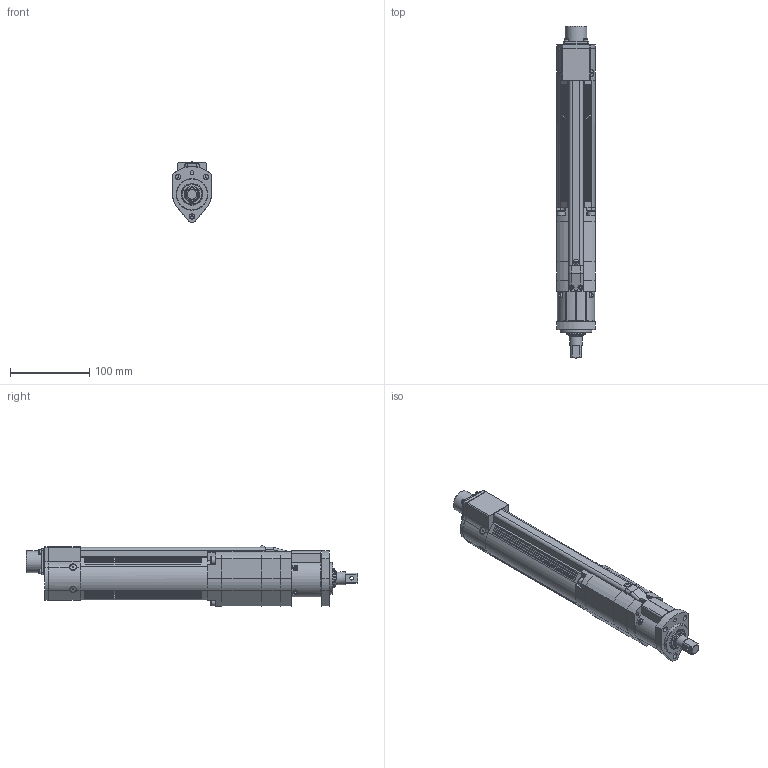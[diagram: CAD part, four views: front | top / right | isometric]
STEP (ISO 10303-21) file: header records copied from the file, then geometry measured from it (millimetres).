
FILE_DESCRIPTION(/* description */ (''),/* implementation_level */ '2;1');
FILE_NAME(/* name */ 'CFT-801RS3-S-H(DS-N021-B+D)_OUTLINE_20201120.stp',/* time_stamp */ '2020-11-20T18:20:12+09:00',/* author */ ('Akihiro_KATO'),/* organization */ (''),/* preprocessor_version */ 'ST-DEVELOPER v18.1',/* originating_system */ 'Autodesk Inventor 2021',/* authorisation */ '');
FILE_SCHEMA (('AUTOMOTIVE_DESIGN { 1 0 10303 214 3 1 1 }'));
Length unit declared in the file: millimetre
Products named in the file (1): CFT-801RS3-S-H(DS-N021-B+D)_OUTLINE_20201120
Bounding box: 49 x 419.4 x 75.81 mm (x, y, z)
Volume: 887372.7 mm3; surface area: 99098.9 mm2
Topology: 1 solids, 1 shells, 667 faces, 1681 edges, 1076 vertices
Faces by surface type: plane 439, cylinder 143, cone 44, torus 18, sphere 15, bspline 8
Full cylindrical faces by diameter (mm): 1 x14, 1.3 x2, 1.6 x4, 4.5 x1, 4.917 x4, 5.5 x12, 6.5 x2, 6.647 x3, 6.9 x1, 8 x4, 9 x4, 10 x3, 16 x1, 19 x1, 20 x2, 20.8 x1, 21 x1, 26 x1, 27.4 x1, 40 x1, 41 x1
Entity records: 21082 total; most frequent: CARTESIAN_POINT 4436, ORIENTED_EDGE 3296, DIRECTION 3287, EDGE_CURVE 1648, AXIS2_PLACEMENT_3D 1126, VERTEX_POINT 1076, LINE 1035, VECTOR 1035
